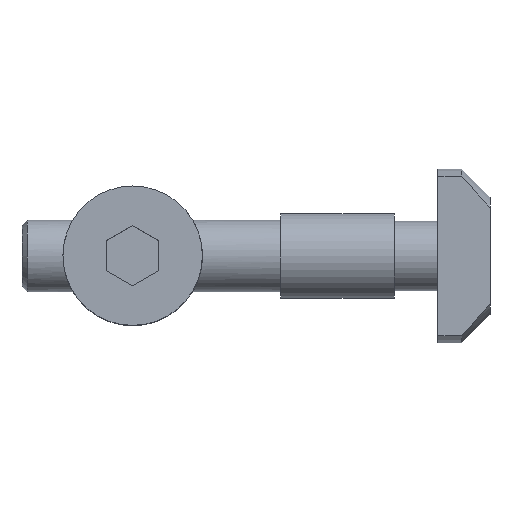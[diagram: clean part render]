
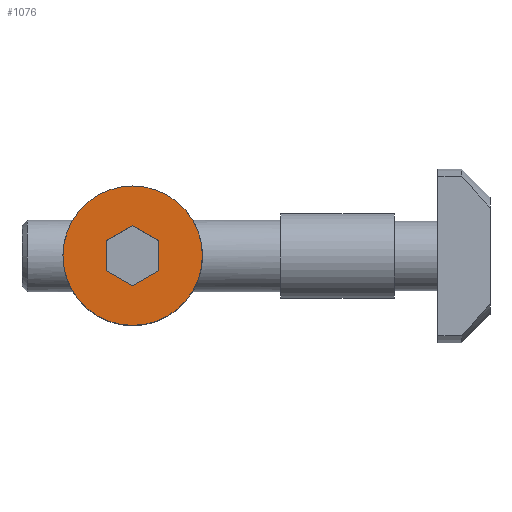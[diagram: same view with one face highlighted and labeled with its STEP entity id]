
A CAD part, top view. The second image highlights one B-rep face of the part: STEP entity #1076.
In plain terms, the highlighted face is planar.
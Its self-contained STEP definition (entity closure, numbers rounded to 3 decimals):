
#538=PLANE('',#1030);
#555=VECTOR('',#929,1.);
#556=VECTOR('',#930,1.);
#557=VECTOR('',#931,1.);
#558=VECTOR('',#932,1.);
#559=VECTOR('',#933,1.);
#560=VECTOR('',#934,1.);
#583=LINE('',#2447,#555);
#584=LINE('',#2449,#556);
#585=LINE('',#2451,#557);
#586=LINE('',#2453,#558);
#587=LINE('',#2455,#559);
#588=LINE('',#2456,#560);
#631=ORIENTED_EDGE('',*,*,#773,.F.);
#632=ORIENTED_EDGE('',*,*,#775,.F.);
#633=ORIENTED_EDGE('',*,*,#776,.F.);
#634=ORIENTED_EDGE('',*,*,#777,.F.);
#635=ORIENTED_EDGE('',*,*,#778,.F.);
#636=ORIENTED_EDGE('',*,*,#779,.F.);
#637=ORIENTED_EDGE('',*,*,#780,.F.);
#716=CIRCLE('',#1028,8.);
#735=VERTEX_POINT('',#1785);
#737=VERTEX_POINT('',#2445);
#738=VERTEX_POINT('',#2446);
#739=VERTEX_POINT('',#2448);
#740=VERTEX_POINT('',#2450);
#741=VERTEX_POINT('',#2452);
#742=VERTEX_POINT('',#2454);
#773=EDGE_CURVE('',#735,#735,#716,.T.);
#775=EDGE_CURVE('',#737,#738,#583,.T.);
#776=EDGE_CURVE('',#739,#737,#584,.T.);
#777=EDGE_CURVE('',#740,#739,#585,.T.);
#778=EDGE_CURVE('',#741,#740,#586,.T.);
#779=EDGE_CURVE('',#742,#741,#587,.T.);
#780=EDGE_CURVE('',#738,#742,#588,.T.);
#826=EDGE_LOOP('',(#631));
#827=EDGE_LOOP('',(#632,#633,#634,#635,#636,#637));
#864=FACE_BOUND('',#826,.T.);
#865=FACE_BOUND('',#827,.T.);
#923=DIRECTION('',(0.,-1.,0.));
#924=DIRECTION('',(-8.,0.,0.));
#927=DIRECTION('',(0.,1.,0.));
#928=DIRECTION('',(1.,0.,0.));
#929=DIRECTION('',(-3.,0.,1.732));
#930=DIRECTION('',(-3.,0.,-1.732));
#931=DIRECTION('',(0.,0.,-3.464));
#932=DIRECTION('',(3.,0.,-1.732));
#933=DIRECTION('',(3.,0.,1.732));
#934=DIRECTION('',(0.,0.,3.464));
#1028=AXIS2_PLACEMENT_3D('',#1786,#923,#924);
#1030=AXIS2_PLACEMENT_3D('',#2444,#927,#928);
#1076=ADVANCED_FACE('',(#864,#865),#538,.T.);
#1785=CARTESIAN_POINT('',(-38.,22.,0.));
#1786=CARTESIAN_POINT('',(-30.,22.,0.));
#2444=CARTESIAN_POINT('',(-30.,22.,0.));
#2445=CARTESIAN_POINT('',(-30.,22.,-3.464));
#2446=CARTESIAN_POINT('',(-33.,22.,-1.732));
#2447=CARTESIAN_POINT('',(-30.,22.,-3.464));
#2448=CARTESIAN_POINT('',(-27.,22.,-1.732));
#2449=CARTESIAN_POINT('',(-27.,22.,-1.732));
#2450=CARTESIAN_POINT('',(-27.,22.,1.732));
#2451=CARTESIAN_POINT('',(-27.,22.,1.732));
#2452=CARTESIAN_POINT('',(-30.,22.,3.464));
#2453=CARTESIAN_POINT('',(-30.,22.,3.464));
#2454=CARTESIAN_POINT('',(-33.,22.,1.732));
#2455=CARTESIAN_POINT('',(-33.,22.,1.732));
#2456=CARTESIAN_POINT('',(-33.,22.,-1.732));
